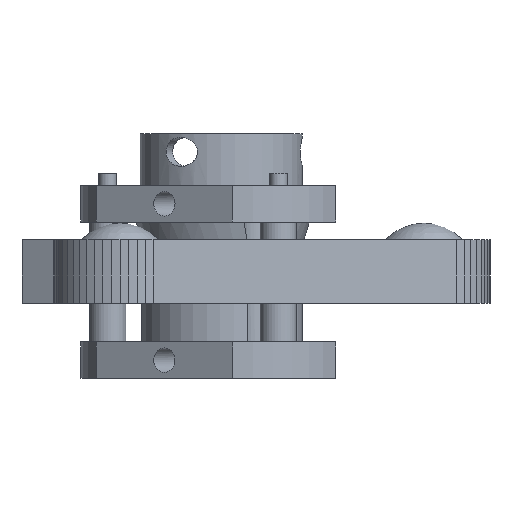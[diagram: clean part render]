
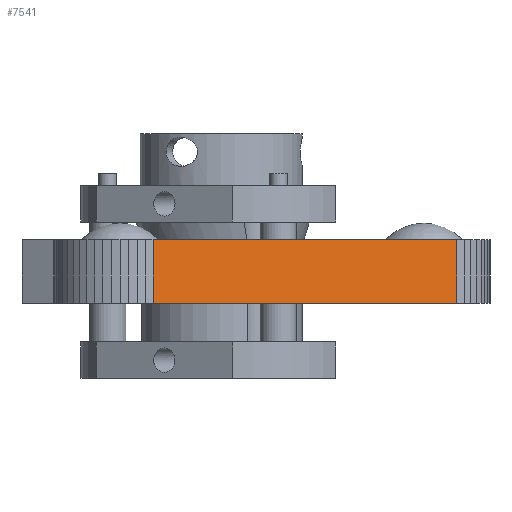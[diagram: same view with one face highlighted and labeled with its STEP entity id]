
A CAD part, left-side view. The second image highlights one B-rep face of the part: STEP entity #7541.
In plain terms, the highlighted planar face has unit normal (-0.866, -0.5, 0).
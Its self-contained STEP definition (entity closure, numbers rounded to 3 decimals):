
#1049=FACE_OUTER_BOUND('',#1520,.T.);
#1520=EDGE_LOOP('',(#6809,#6810,#6811,#6812));
#1700=LINE('',#11707,#2365);
#1890=LINE('',#12156,#2555);
#2156=LINE('',#13355,#2821);
#2209=LINE('',#13460,#2874);
#2365=VECTOR('',#8877,10.);
#2555=VECTOR('',#9145,10.);
#2821=VECTOR('',#10231,10.);
#2874=VECTOR('',#10388,10.);
#3080=VERTEX_POINT('',#11705);
#3081=VERTEX_POINT('',#11706);
#3300=VERTEX_POINT('',#12153);
#3301=VERTEX_POINT('',#12155);
#3905=EDGE_CURVE('',#3080,#3081,#1700,.T.);
#4129=EDGE_CURVE('',#3301,#3300,#1890,.T.);
#4621=EDGE_CURVE('',#3301,#3080,#2156,.T.);
#4674=EDGE_CURVE('',#3300,#3081,#2209,.T.);
#6809=ORIENTED_EDGE('',*,*,#4129,.T.);
#6810=ORIENTED_EDGE('',*,*,#4674,.T.);
#6811=ORIENTED_EDGE('',*,*,#3905,.F.);
#6812=ORIENTED_EDGE('',*,*,#4621,.F.);
#7150=PLANE('',#8302);
#7541=ADVANCED_FACE('',(#1049),#7150,.T.);
#8302=AXIS2_PLACEMENT_3D('',#13461,#10389,#10390);
#8877=DIRECTION('',(0.5,-0.866,0.));
#9145=DIRECTION('',(0.5,-0.866,0.));
#10231=DIRECTION('',(0.,0.,1.));
#10388=DIRECTION('',(0.,0.,1.));
#10389=DIRECTION('center_axis',(-0.866,-0.5,0.));
#10390=DIRECTION('ref_axis',(0.5,-0.866,0.));
#11705=CARTESIAN_POINT('',(-29.215,25.011,8.321));
#11706=CARTESIAN_POINT('',(-9.935,-8.382,8.321));
#11707=CARTESIAN_POINT('',(-29.215,25.011,8.321));
#12153=CARTESIAN_POINT('',(-9.935,-8.382,1.321));
#12155=CARTESIAN_POINT('',(-29.215,25.011,1.321));
#12156=CARTESIAN_POINT('',(-29.215,25.011,1.321));
#13355=CARTESIAN_POINT('',(-29.215,25.011,1.321));
#13460=CARTESIAN_POINT('',(-9.935,-8.382,1.321));
#13461=CARTESIAN_POINT('Origin',(-29.215,25.011,1.321));
